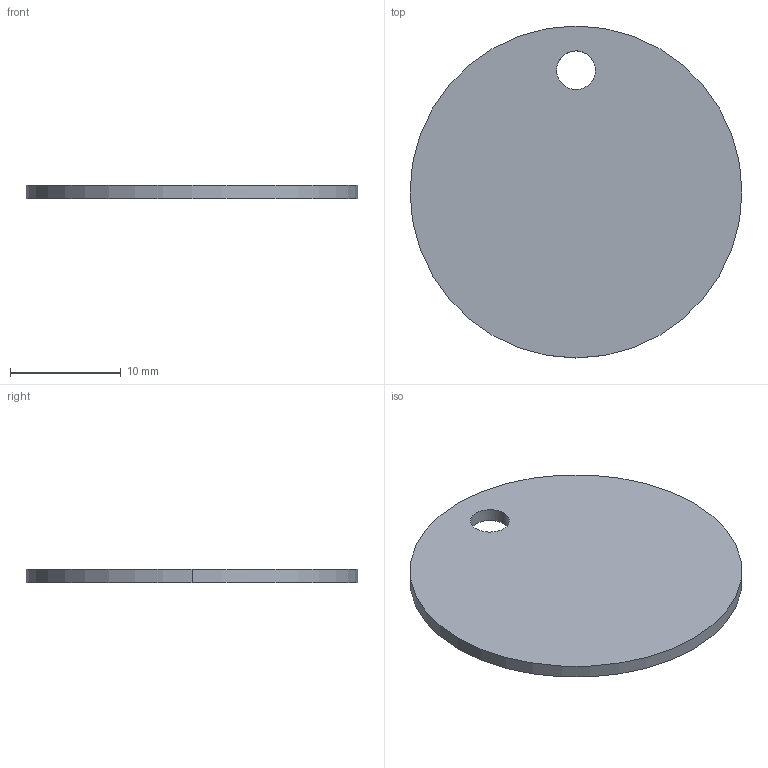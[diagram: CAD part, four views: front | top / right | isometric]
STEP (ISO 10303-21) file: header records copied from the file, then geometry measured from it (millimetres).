
FILE_DESCRIPTION(('CATIA V5R19 STEP'),'2;1');
FILE_NAME ('D1451996_0', '2015-10-27T13:39:35+00:00', ('Weidmueller Interface'), ('Weidmueller'), 'CATIA Version 5 Release 20 SP 5 (IN-10)', 'CATIA V5 STEP AP214', 'none');
FILE_SCHEMA(('AUTOMOTIVE_DESIGN { 1 0 10303 214 1 1 1 1 }'));
Length unit declared in the file: millimetre
Products named in the file (1): CC DIA 30/3.5
Bounding box: 30 x 30 x 1.2 mm (x, y, z)
Volume: 836.7 mm3; surface area: 1520.8 mm2
Topology: 1 solids, 1 shells, 6 faces, 12 edges, 8 vertices
Faces by surface type: cylinder 4, plane 2
Entity records: 244 total; most frequent: CARTESIAN_POINT 51, ORIENTED_EDGE 24, DIRECTION 21, AXIS2_PLACEMENT_3D 12, EDGE_CURVE 12, EDGE_LOOP 8, VERTEX_POINT 8, PRESENTATION_STYLE_ASSIGNMENT 7
